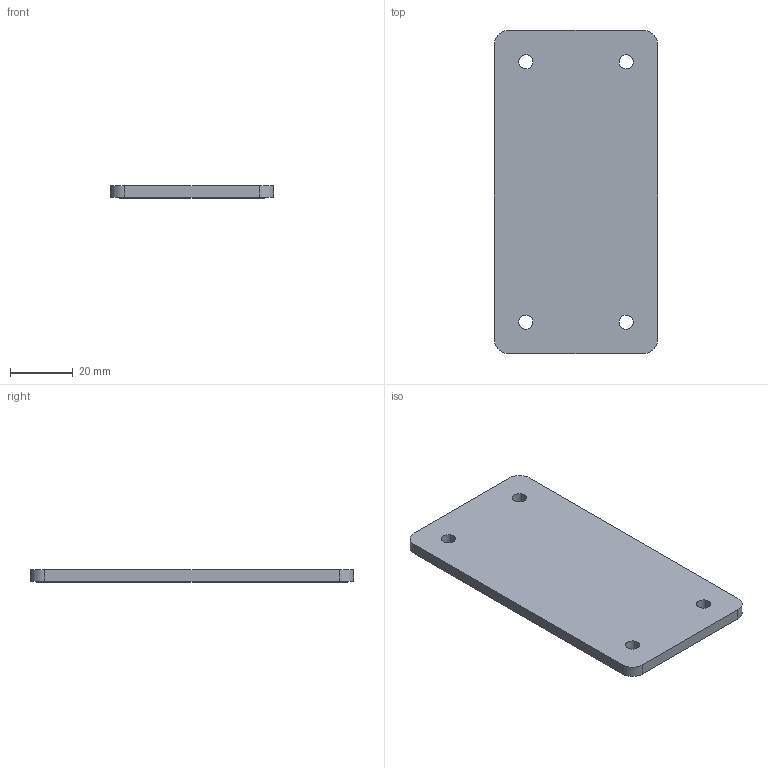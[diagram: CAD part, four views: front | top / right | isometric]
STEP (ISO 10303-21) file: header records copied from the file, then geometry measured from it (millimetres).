
FILE_DESCRIPTION(('CATIA V5 STEP Exchange','CAx-IF Rec.Pracs.--- Model Styling and Organization---1.4--- 2014-01-23'),'2;1');
FILE_NAME ('018357-2_1_1664360000_1664360000.stp','2019-06-27T08:17:10+00:00',('none'),('Weidmueller'),'CATIA Version 5-6 Release 2016 SP3 HF44','CATIA V5 STEP AP214','none');
FILE_SCHEMA(('AUTOMOTIVE_DESIGN { 1 0 10303 214 1 1 1 1 }'));
Length unit declared in the file: millimetre
Products named in the file (1): 1664360000
Bounding box: 52 x 103 x 3.96 mm (x, y, z)
Volume: 14014.8 mm3; surface area: 12473.6 mm2
Topology: 1 solids, 1 shells, 45 faces, 120 edges, 80 vertices
Faces by surface type: cylinder 24, plane 21
Entity records: 1411 total; most frequent: CARTESIAN_POINT 241, ORIENTED_EDGE 240, DIRECTION 200, EDGE_CURVE 120, AXIS2_PLACEMENT_3D 89, VERTEX_POINT 80, VECTOR 72, LINE 72
